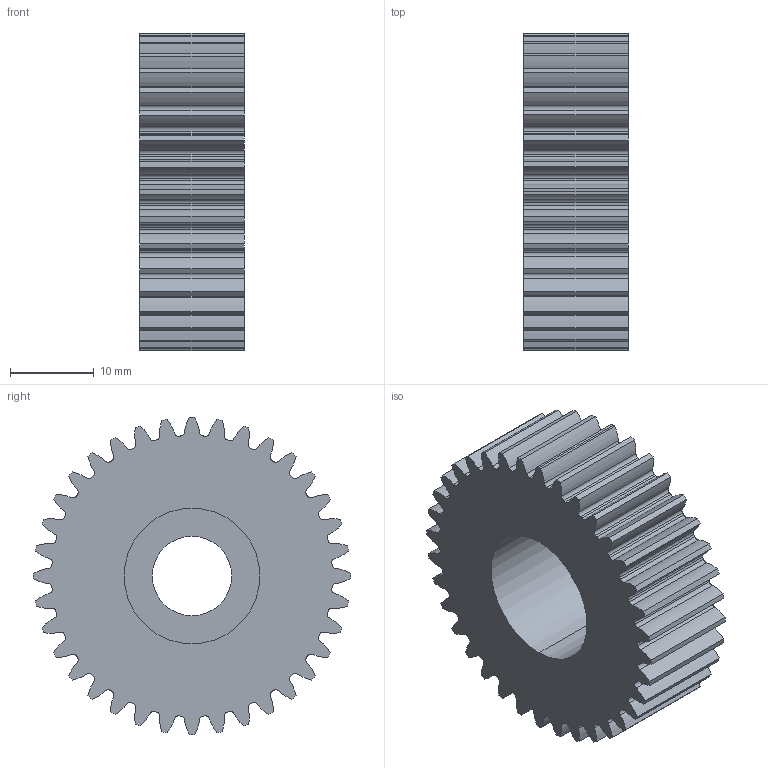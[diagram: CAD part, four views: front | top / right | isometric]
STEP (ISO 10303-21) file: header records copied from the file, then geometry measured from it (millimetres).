
FILE_DESCRIPTION (( 'STEP AP214' ), '1' );
FILE_NAME ('J2_planets_bearings.STEP', '2021-04-07T09:53:12', ( '' ), ( '' ), 'SwSTEP 2.0', 'SolidWorks 2020', '' );
FILE_SCHEMA (( 'AUTOMOTIVE_DESIGN' ));
Length unit declared in the file: millimetre
Products named in the file (1): J2_planets_bearings
Bounding box: 12.5 x 37.86 x 37.86 mm (x, y, z)
Volume: 10053.7 mm3; surface area: 5165.8 mm2
Topology: 1 solids, 1 shells, 240 faces, 711 edges, 474 vertices
Faces by surface type: cylinder 165, bspline 72, plane 3
Entity records: 8655 total; most frequent: CARTESIAN_POINT 2362, ORIENTED_EDGE 1422, DIRECTION 1235, EDGE_CURVE 711, AXIS2_PLACEMENT_3D 499, VERTEX_POINT 474, CIRCLE 330, EDGE_LOOP 243
